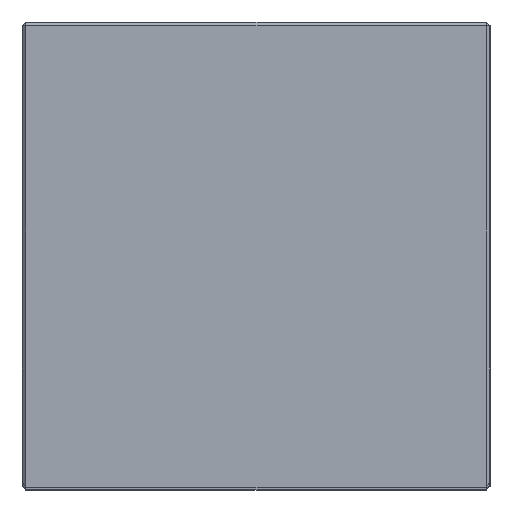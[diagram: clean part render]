
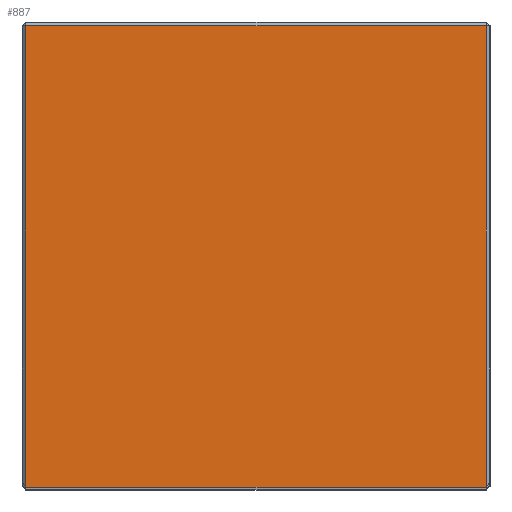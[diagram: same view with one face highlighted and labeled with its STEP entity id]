
A CAD part, left-side view. The second image highlights one B-rep face of the part: STEP entity #887.
In plain terms, the highlighted planar face has unit normal (-1, 0, 0).
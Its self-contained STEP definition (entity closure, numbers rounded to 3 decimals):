
#51 = FACE_OUTER_BOUND ( 'NONE', #453, .T. ) ;
#150 = LINE ( 'NONE', #428, #157 ) ;
#152 = VECTOR ( 'NONE', #431, 1000. ) ;
#157 = VECTOR ( 'NONE', #429, 1000. ) ;
#162 = LINE ( 'NONE', #432, #166 ) ;
#166 = VECTOR ( 'NONE', #433, 1000. ) ;
#167 = LINE ( 'NONE', #430, #152 ) ;
#334 = CARTESIAN_POINT ( 'NONE',  ( 0., 25.4, 0. ) ) ;
#341 = PLANE ( 'NONE',  #847 ) ;
#343 = DIRECTION ( 'NONE',  ( 1., 0., 0. ) ) ;
#344 = DIRECTION ( 'NONE',  ( 0., 0., -1. ) ) ;
#376 = CARTESIAN_POINT ( 'NONE',  ( 0., 0.2, -0.2 ) ) ;
#381 = CARTESIAN_POINT ( 'NONE',  ( 0., 25.2, -25.259 ) ) ;
#389 = CARTESIAN_POINT ( 'NONE',  ( 0., 0.2, -25.259 ) ) ;
#398 = CARTESIAN_POINT ( 'NONE',  ( 0., 25.2, -0.2 ) ) ;
#428 = CARTESIAN_POINT ( 'NONE',  ( 0., 25.2, 0. ) ) ;
#429 = DIRECTION ( 'NONE',  ( 0., 0., -1. ) ) ;
#430 = CARTESIAN_POINT ( 'NONE',  ( 0., 0.2, 0. ) ) ;
#431 = DIRECTION ( 'NONE',  ( 0., 0., 1. ) ) ;
#432 = CARTESIAN_POINT ( 'NONE',  ( 0., 25.4, -0.2 ) ) ;
#433 = DIRECTION ( 'NONE',  ( 0., 1., 0. ) ) ;
#453 = EDGE_LOOP ( 'NONE', ( #492, #487, #503, #490 ) ) ;
#487 = ORIENTED_EDGE ( 'NONE', *, *, #509, .T. ) ;
#490 = ORIENTED_EDGE ( 'NONE', *, *, #802, .T. ) ;
#492 = ORIENTED_EDGE ( 'NONE', *, *, #800, .T. ) ;
#503 = ORIENTED_EDGE ( 'NONE', *, *, #801, .T. ) ;
#509 = EDGE_CURVE ( 'NONE', #578, #667, #544, .T. ) ;
#544 = LINE ( 'NONE', #647, #556 ) ;
#556 = VECTOR ( 'NONE', #649, 1000. ) ;
#578 = VERTEX_POINT ( 'NONE', #381 ) ;
#585 = VERTEX_POINT ( 'NONE', #376 ) ;
#647 = CARTESIAN_POINT ( 'NONE',  ( 0., 25.4, -25.259 ) ) ;
#649 = DIRECTION ( 'NONE',  ( 0., -1., 0. ) ) ;
#667 = VERTEX_POINT ( 'NONE', #389 ) ;
#695 = VERTEX_POINT ( 'NONE', #398 ) ;
#800 = EDGE_CURVE ( 'NONE', #695, #578, #150, .T. ) ;
#801 = EDGE_CURVE ( 'NONE', #667, #585, #167, .T. ) ;
#802 = EDGE_CURVE ( 'NONE', #585, #695, #162, .T. ) ;
#847 = AXIS2_PLACEMENT_3D ( 'NONE', #334, #343, #344 ) ;
#887 = ADVANCED_FACE ( 'NONE', ( #51 ), #341, .F. ) ;
